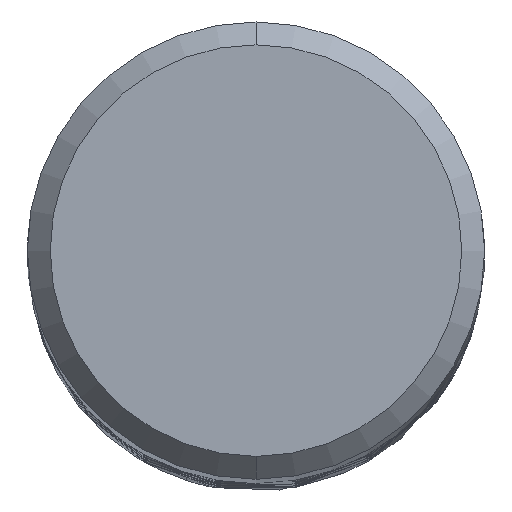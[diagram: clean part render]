
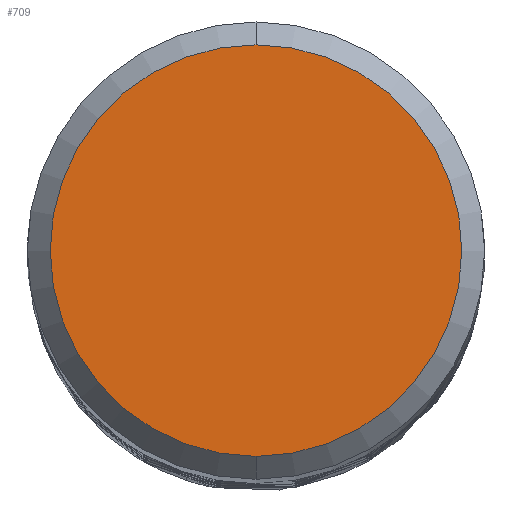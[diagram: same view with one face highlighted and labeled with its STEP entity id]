
A CAD part, top view. The second image highlights one B-rep face of the part: STEP entity #709.
In plain terms, the highlighted planar face has unit normal (0, 0, 1).
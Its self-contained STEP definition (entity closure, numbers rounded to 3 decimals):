
#497=VERTEX_POINT('',#1190);
#623=VERTEX_POINT('',#1326);
#709=ADVANCED_FACE('',(#1421),#1422,.T.);
#733=EDGE_CURVE('',#497,#623,#1450,.T.);
#897=EDGE_CURVE('',#623,#497,#1630,.T.);
#1190=CARTESIAN_POINT('',(0.0,5.4,0.0));
#1326=CARTESIAN_POINT('',(0.,-5.4,0.0));
#1421=FACE_OUTER_BOUND('',#7403,.T.);
#1422=PLANE('',#7404);
#1450=CIRCLE('',#9249,5.4);
#1630=CIRCLE('',#12807,5.4);
#7403=EDGE_LOOP('',(#15330,#15331));
#7404=AXIS2_PLACEMENT_3D('',#15332,#15333,#15334);
#9249=AXIS2_PLACEMENT_3D('',#15376,#15377,#15378);
#12807=AXIS2_PLACEMENT_3D('',#15557,#15558,#15559);
#15330=ORIENTED_EDGE('',*,*,#733,.F.);
#15331=ORIENTED_EDGE('',*,*,#897,.F.);
#15332=CARTESIAN_POINT('',(0.0,2.7,0.0));
#15333=DIRECTION('',(-0.0,0.0,1.0));
#15334=DIRECTION('',(0.0,-1.0,0.0));
#15376=CARTESIAN_POINT('',(0.0,0.0,0.0));
#15377=DIRECTION('',(0.0,0.0,-1.0));
#15378=DIRECTION('',(0.0,1.0,0.0));
#15557=CARTESIAN_POINT('',(0.0,0.0,0.0));
#15558=DIRECTION('',(0.0,0.0,-1.0));
#15559=DIRECTION('',(0.0,1.0,0.0));
